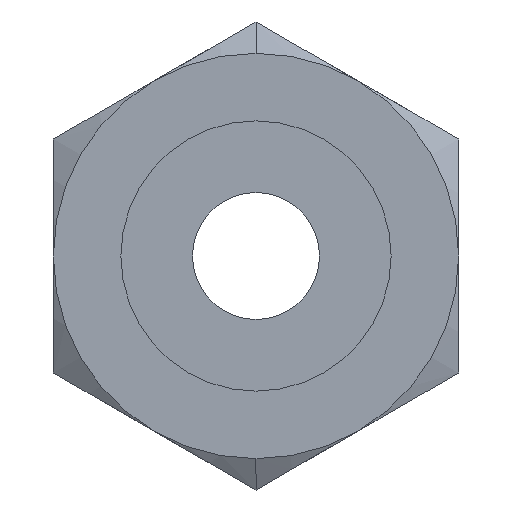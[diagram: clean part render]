
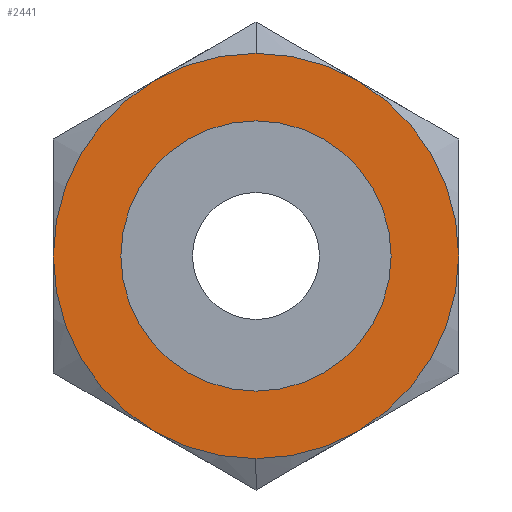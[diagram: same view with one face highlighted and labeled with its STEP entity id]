
A CAD part, left-side view. The second image highlights one B-rep face of the part: STEP entity #2441.
In plain terms, the highlighted planar face has unit normal (-1, 0, 0).
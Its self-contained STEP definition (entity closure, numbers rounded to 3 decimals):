
#226 = CIRCLE ( 'NONE', #1545, 19.05 ) ;
#385 = AXIS2_PLACEMENT_3D ( 'NONE', #3716, #7792, #8605 ) ;
#508 = VERTEX_POINT ( 'NONE', #4260 ) ;
#827 = VERTEX_POINT ( 'NONE', #4196 ) ;
#957 = EDGE_LOOP ( 'NONE', ( #4889, #2221 ) ) ;
#1234 = VERTEX_POINT ( 'NONE', #8561 ) ;
#1545 = AXIS2_PLACEMENT_3D ( 'NONE', #2178, #5328, #5278 ) ;
#1561 = CARTESIAN_POINT ( 'NONE',  ( 0., 0., 19.05 ) ) ;
#2088 = FACE_OUTER_BOUND ( 'NONE', #957, .T. ) ;
#2140 = PLANE ( 'NONE',  #6062 ) ;
#2178 = CARTESIAN_POINT ( 'NONE',  ( 0., 0., 0. ) ) ;
#2221 = ORIENTED_EDGE ( 'NONE', *, *, #4201, .F. ) ;
#2441 = ADVANCED_FACE ( 'NONE', ( #2808, #2088 ), #2140, .T. ) ;
#2706 = DIRECTION ( 'NONE',  ( 0., 0., 1. ) ) ;
#2808 = FACE_BOUND ( 'NONE', #6962, .T. ) ;
#3004 = CIRCLE ( 'NONE', #385, 19.05 ) ;
#3716 = CARTESIAN_POINT ( 'NONE',  ( 0., 0., 0. ) ) ;
#3732 = DIRECTION ( 'NONE',  ( 1., 0., 0. ) ) ;
#3753 = DIRECTION ( 'NONE',  ( 1., 0., 0. ) ) ;
#3806 = CIRCLE ( 'NONE', #8184, 12.7 ) ;
#4108 = EDGE_CURVE ( 'NONE', #827, #508, #3806, .T. ) ;
#4196 = CARTESIAN_POINT ( 'NONE',  ( 0., 0., 12.7 ) ) ;
#4201 = EDGE_CURVE ( 'NONE', #1234, #8181, #226, .T. ) ;
#4260 = CARTESIAN_POINT ( 'NONE',  ( 0., 0., -12.7 ) ) ;
#4710 = EDGE_CURVE ( 'NONE', #8181, #1234, #3004, .T. ) ;
#4889 = ORIENTED_EDGE ( 'NONE', *, *, #4710, .F. ) ;
#4927 = ORIENTED_EDGE ( 'NONE', *, *, #4108, .T. ) ;
#5278 = DIRECTION ( 'NONE',  ( 0., 0., -1. ) ) ;
#5328 = DIRECTION ( 'NONE',  ( 1., 0., 0. ) ) ;
#6041 = AXIS2_PLACEMENT_3D ( 'NONE', #8967, #3732, #6829 ) ;
#6062 = AXIS2_PLACEMENT_3D ( 'NONE', #8201, #9882, #2706 ) ;
#6749 = CARTESIAN_POINT ( 'NONE',  ( 0., 0., 0. ) ) ;
#6829 = DIRECTION ( 'NONE',  ( 0., 0., -1. ) ) ;
#6962 = EDGE_LOOP ( 'NONE', ( #9973, #4927 ) ) ;
#7792 = DIRECTION ( 'NONE',  ( 1., 0., 0. ) ) ;
#7970 = EDGE_CURVE ( 'NONE', #508, #827, #7992, .T. ) ;
#7992 = CIRCLE ( 'NONE', #6041, 12.7 ) ;
#8181 = VERTEX_POINT ( 'NONE', #1561 ) ;
#8184 = AXIS2_PLACEMENT_3D ( 'NONE', #6749, #3753, #9971 ) ;
#8201 = CARTESIAN_POINT ( 'NONE',  ( 0., 0., 9.525 ) ) ;
#8561 = CARTESIAN_POINT ( 'NONE',  ( 0., 0., -19.05 ) ) ;
#8605 = DIRECTION ( 'NONE',  ( 0., 0., 1. ) ) ;
#8967 = CARTESIAN_POINT ( 'NONE',  ( 0., 0., 0. ) ) ;
#9882 = DIRECTION ( 'NONE',  ( -1., 0., 0. ) ) ;
#9971 = DIRECTION ( 'NONE',  ( 0., 0., 1. ) ) ;
#9973 = ORIENTED_EDGE ( 'NONE', *, *, #7970, .T. ) ;
